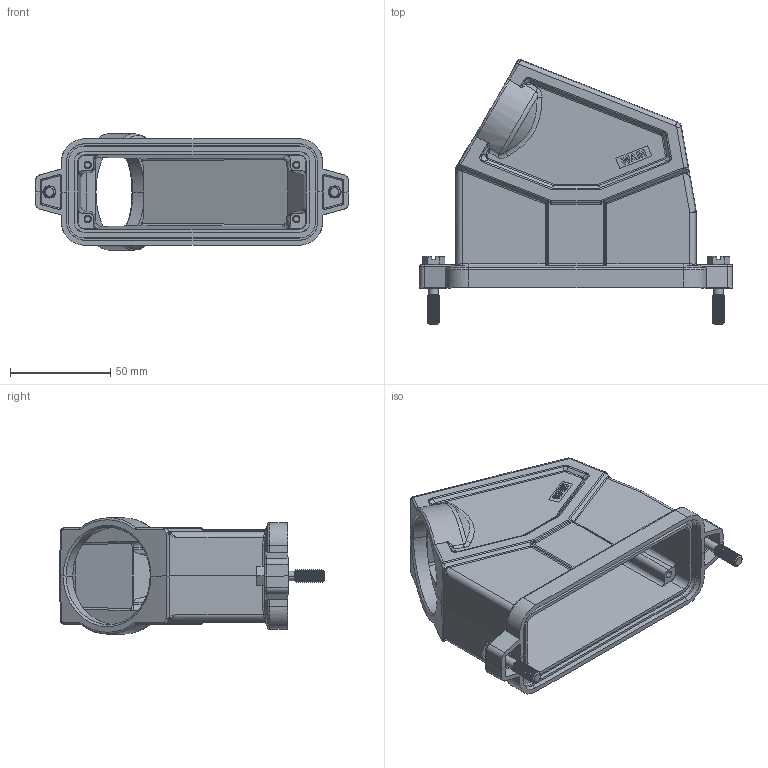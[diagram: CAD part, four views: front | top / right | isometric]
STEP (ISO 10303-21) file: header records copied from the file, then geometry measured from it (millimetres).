
FILE_DESCRIPTION(/* description */ (''),/* implementation_level */ '2;1');
FILE_NAME(/* name */ '3D_1150245205106_HP24B-SEHH-2S-M50_V1.1.stp',/* time_stamp */ '2024-01-22T13:02:12+08:00',/* author */ (''),/* organization */ (''),/* preprocessor_version */ 'ST-DEVELOPER v18.1',/* originating_system */ 'SIEMENS PLM Software NX 1980',/* authorisation */ '');
FILE_SCHEMA (('AUTOMOTIVE_DESIGN { 1 0 10303 214 3 1 1 1 }'));
Length unit declared in the file: millimetre
Products named in the file (1): 3D_1150245205106_HP24B-SEHH-2S-M50_V1.0_stp
Bounding box: 156 x 132.08 x 58 mm (x, y, z)
Volume: 172340.9 mm3; surface area: 71750.9 mm2
Topology: 1 solids, 1 shells, 710 faces, 1885 edges, 1168 vertices
Faces by surface type: plane 268, cylinder 255, bspline 88, cone 48, torus 30, sphere 20, revolution 1
Entity records: 32019 total; most frequent: CARTESIAN_POINT 16309, ORIENTED_EDGE 3714, DIRECTION 2577, EDGE_CURVE 1857, VERTEX_POINT 1168, AXIS2_PLACEMENT_3D 885, LINE 806, VECTOR 806
